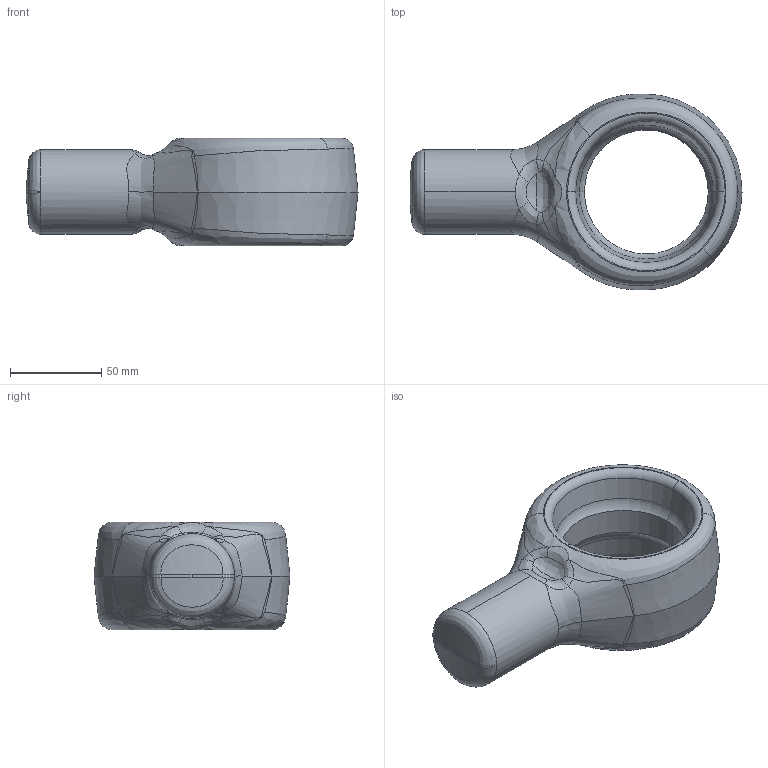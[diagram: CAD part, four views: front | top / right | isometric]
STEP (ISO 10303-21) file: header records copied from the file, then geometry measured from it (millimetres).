
FILE_DESCRIPTION (( 'STEP AP214' ), '1' );
FILE_NAME ('631430-part-S03-forged.STEP', '2008-04-09T11:17:30', ( '' ), ( '' ), 'SwSTEP 2.0', 'SolidWorks 2006303', '' );
FILE_SCHEMA (( 'AUTOMOTIVE_DESIGN' ));
Length unit declared in the file: millimetre
Products named in the file (1): 631430-part-S03-forged
Bounding box: 182.16 x 107.5 x 59 mm (x, y, z)
Volume: 397074.8 mm3; surface area: 48710.7 mm2
Topology: 1 solids, 1 shells, 70 faces, 181 edges, 113 vertices
Faces by surface type: bspline 48, torus 10, cone 6, cylinder 4, plane 2
Entity records: 10063 total; most frequent: CARTESIAN_POINT 8523, ORIENTED_EDGE 362, EDGE_CURVE 181, DIRECTION 174, VERTEX_POINT 113, B_SPLINE_CURVE_WITH_KNOTS 102, AXIS2_PLACEMENT_3D 82, EDGE_LOOP 72
